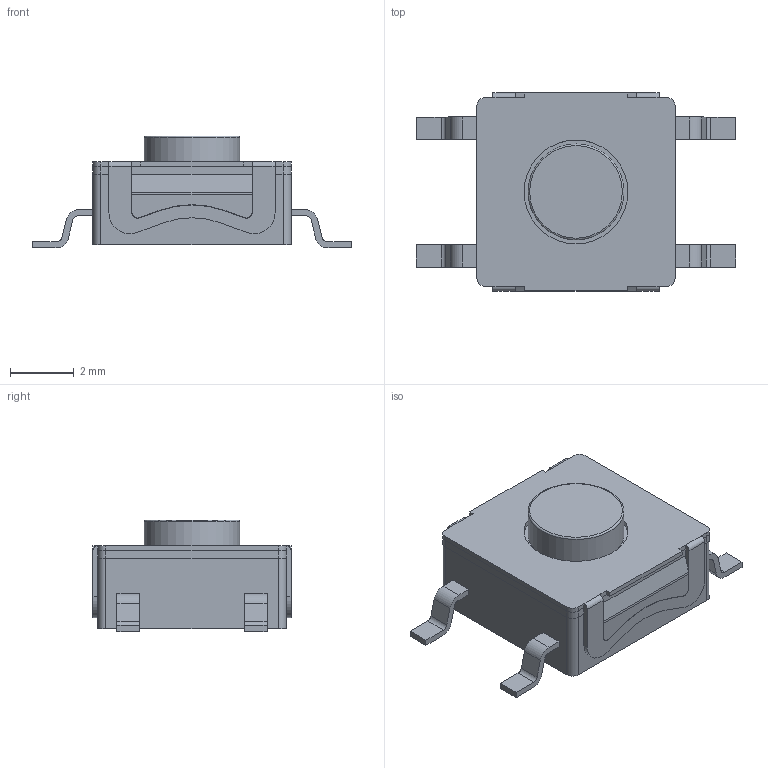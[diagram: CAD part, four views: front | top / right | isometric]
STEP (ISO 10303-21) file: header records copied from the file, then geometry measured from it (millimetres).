
FILE_DESCRIPTION(/* description */ (''),/* implementation_level */ '2;1');
FILE_NAME(/* name */ 'TL3304AFxxxQG.stp',/* time_stamp */ '2025-06-04T11:32:27-05:00',/* author */ ('mroman'),/* organization */ (''),/* preprocessor_version */ 'ST-DEVELOPER v18.1',/* originating_system */ 'Autodesk Inventor 2022',/* authorisation */ '');
FILE_SCHEMA (('AUTOMOTIVE_DESIGN { 1 0 10303 214 3 1 1 }'));
Length unit declared in the file: centimetre
Products named in the file (1): TL3304AFxxxQG
Bounding box: 10 x 6.2 x 3.5 mm (x, y, z)
Volume: 81.1 mm3; surface area: 243.5 mm2
Topology: 1 solids, 2 shells, 257 faces, 655 edges, 425 vertices
Faces by surface type: plane 184, cylinder 71, torus 1, cone 1
Full cylindrical faces by diameter (mm): 0.8 x1, 3 x1, 3.25 x1, 4.8 x1, 5 x1
Entity records: 7727 total; most frequent: CARTESIAN_POINT 1339, ORIENTED_EDGE 1310, DIRECTION 1305, EDGE_CURVE 655, LINE 521, VECTOR 521, VERTEX_POINT 425, AXIS2_PLACEMENT_3D 392
